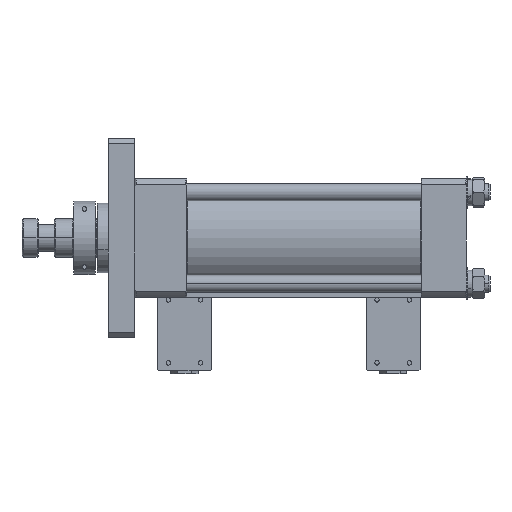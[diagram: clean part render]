
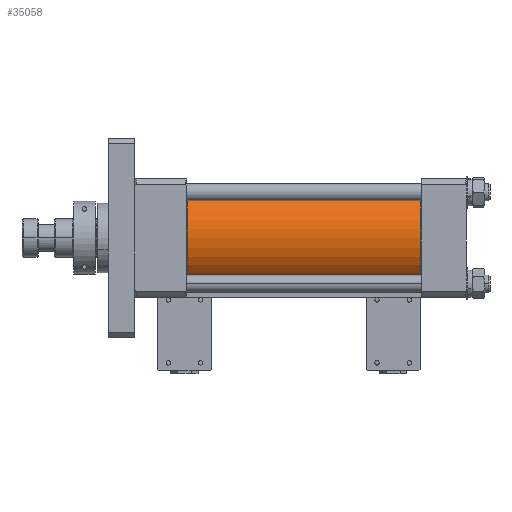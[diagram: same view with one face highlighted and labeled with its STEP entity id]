
A CAD part, front view. The second image highlights one B-rep face of the part: STEP entity #35058.
In plain terms, the highlighted cylindrical face has radius 50 mm (diameter 100 mm), a partial arc.
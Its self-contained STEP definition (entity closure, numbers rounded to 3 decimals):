
#4630 = DIRECTION ( 'NONE',  ( 0., 0., -1. ) ) ;
#4631 = DIRECTION ( 'NONE',  ( 1., 0., 0. ) ) ;
#4632 = CARTESIAN_POINT ( 'NONE',  ( -217.5, 0., 0. ) ) ;
#4633 = AXIS2_PLACEMENT_3D ( 'NONE', #4632, #4631, #4630 ) ;
#4634 = CIRCLE ( 'NONE', #4633, 50. ) ;
#4635 = DIRECTION ( 'NONE',  ( 0., 0., -1. ) ) ;
#4636 = DIRECTION ( 'NONE',  ( 1., 0., 0. ) ) ;
#4637 = AXIS2_PLACEMENT_3D ( 'NONE', #4639, #4636, #4635 ) ;
#4638 = CYLINDRICAL_SURFACE ( 'NONE', #4637, 50. ) ;
#4639 = CARTESIAN_POINT ( 'NONE',  ( 0., 0., 0. ) ) ;
#4648 = DIRECTION ( 'NONE',  ( 0., 0., -1. ) ) ;
#4649 = DIRECTION ( 'NONE',  ( 1., 0., 0. ) ) ;
#4650 = CARTESIAN_POINT ( 'NONE',  ( -0.5, 0., 0. ) ) ;
#4651 = AXIS2_PLACEMENT_3D ( 'NONE', #4650, #4649, #4648 ) ;
#4652 = CIRCLE ( 'NONE', #4651, 50. ) ;
#4653 = FACE_OUTER_BOUND ( 'NONE', #35059, .T. ) ;
#4814 = CARTESIAN_POINT ( 'NONE',  ( -0.5, 0., 50. ) ) ;
#4820 = CARTESIAN_POINT ( 'NONE',  ( -217.5, 0., -50. ) ) ;
#4826 = CARTESIAN_POINT ( 'NONE',  ( -217.5, 0., 50. ) ) ;
#4872 = DIRECTION ( 'NONE',  ( 1., 0., 0. ) ) ;
#4873 = VECTOR ( 'NONE', #4872, 1000. ) ;
#4874 = CARTESIAN_POINT ( 'NONE',  ( 0., 0., 50. ) ) ;
#4875 = LINE ( 'NONE', #4874, #4873 ) ;
#5084 = DIRECTION ( 'NONE',  ( 1., 0., 0. ) ) ;
#5085 = VECTOR ( 'NONE', #5084, 1000. ) ;
#5086 = CARTESIAN_POINT ( 'NONE',  ( 0., 0., -50. ) ) ;
#5087 = LINE ( 'NONE', #5086, #5085 ) ;
#5089 = CARTESIAN_POINT ( 'NONE',  ( -0.5, 0., -50. ) ) ;
#34964 = VERTEX_POINT ( 'NONE', #4826 ) ;
#34967 = VERTEX_POINT ( 'NONE', #4820 ) ;
#34973 = VERTEX_POINT ( 'NONE', #4814 ) ;
#35057 = EDGE_CURVE ( '����2', #34973, #35129, #4652, .T. ) ;
#35058 = ADVANCED_FACE ( '��1', ( #4653 ), #4638, .T. ) ;
#35059 = EDGE_LOOP ( 'NONE', ( #35060, #35061, #35063, #35064 ) ) ;
#35060 = ORIENTED_EDGE ( 'NONE', *, *, #35126, .F. ) ;
#35061 = ORIENTED_EDGE ( 'NONE', *, *, #35062, .T. ) ;
#35062 = EDGE_CURVE ( '����3', #34964, #34967, #4634, .T. ) ;
#35063 = ORIENTED_EDGE ( 'NONE', *, *, #35132, .T. ) ;
#35064 = ORIENTED_EDGE ( 'NONE', *, *, #35057, .F. ) ;
#35126 = EDGE_CURVE ( 'NONE', #34964, #34973, #4875, .T. ) ;
#35129 = VERTEX_POINT ( 'NONE', #5089 ) ;
#35132 = EDGE_CURVE ( 'NONE', #34967, #35129, #5087, .T. ) ;
